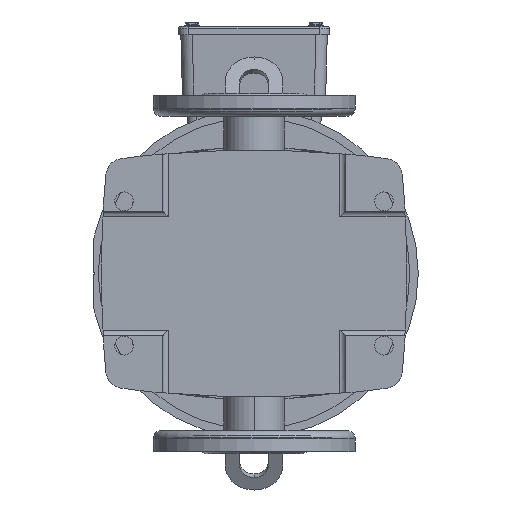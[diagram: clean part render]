
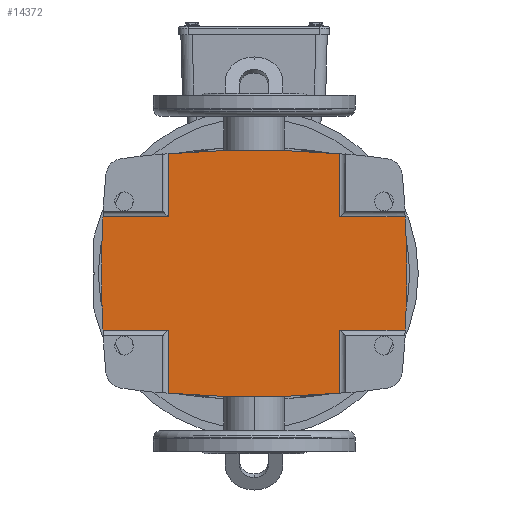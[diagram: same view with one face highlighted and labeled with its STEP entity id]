
A CAD part, front view. The second image highlights one B-rep face of the part: STEP entity #14372.
In plain terms, the highlighted planar face has unit normal (0, -1, 0).
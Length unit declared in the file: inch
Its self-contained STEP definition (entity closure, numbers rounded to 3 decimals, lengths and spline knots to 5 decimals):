
#629 = CARTESIAN_POINT ( 'NONE',  ( -1.54265, 0.19685, 2.33625 ) ) ;
#1647 = DIRECTION ( 'NONE',  ( 0., 0., 1. ) ) ;
#2471 = DIRECTION ( 'NONE',  ( 0., 0., 1. ) ) ;
#2653 = EDGE_CURVE ( 'NONE', #37716, #63796, #6258, .T. ) ;
#6258 = LINE ( 'NONE', #31674, #58174 ) ;
#10847 = EDGE_CURVE ( 'NONE', #53730, #56969, #44945, .T. ) ;
#11897 = CIRCLE ( 'NONE', #21959, 27.26527 ) ;
#12040 = CARTESIAN_POINT ( 'NONE',  ( -3.26434, 0.19685, -2.33625 ) ) ;
#12286 = VECTOR ( 'NONE', #37908, 39.37008 ) ;
#14047 = CARTESIAN_POINT ( 'NONE',  ( 1.54265, 0.19685, 2.33625 ) ) ;
#14370 = CARTESIAN_POINT ( 'NONE',  ( 0., 0.19685, 4.16291 ) ) ;
#14372 = ADVANCED_FACE ( 'NONE', ( #54351 ), #33732, .F. ) ;
#14580 = VERTEX_POINT ( 'NONE', #74837 ) ;
#15708 = VERTEX_POINT ( 'NONE', #14370 ) ;
#16242 = LINE ( 'NONE', #76290, #47203 ) ;
#16695 = AXIS2_PLACEMENT_3D ( 'NONE', #32684, #51922, #71656 ) ;
#17224 = CARTESIAN_POINT ( 'NONE',  ( 3.26434, 0.19685, -2.33625 ) ) ;
#17881 = EDGE_CURVE ( 'NONE', #15708, #56969, #22070, .T. ) ;
#19529 = ORIENTED_EDGE ( 'NONE', *, *, #2653, .T. ) ;
#19603 = CARTESIAN_POINT ( 'NONE',  ( 0., 0.19685, -23.10236 ) ) ;
#19694 = DIRECTION ( 'NONE',  ( 1., 0., 0. ) ) ;
#20155 = VECTOR ( 'NONE', #53594, 39.37008 ) ;
#21959 = AXIS2_PLACEMENT_3D ( 'NONE', #19603, #57554, #37789 ) ;
#22070 = CIRCLE ( 'NONE', #68213, 27.26527 ) ;
#22436 = ORIENTED_EDGE ( 'NONE', *, *, #53139, .F. ) ;
#24361 = AXIS2_PLACEMENT_3D ( 'NONE', #78282, #79361, #28644 ) ;
#26003 = CARTESIAN_POINT ( 'NONE',  ( 1.54265, 0.19685, -4.59646 ) ) ;
#28375 = CARTESIAN_POINT ( 'NONE',  ( -4.59646, 0.19685, -2.33625 ) ) ;
#28644 = DIRECTION ( 'NONE',  ( 0., 0., 1. ) ) ;
#29375 = ORIENTED_EDGE ( 'NONE', *, *, #10847, .F. ) ;
#29693 = CARTESIAN_POINT ( 'NONE',  ( -1.54265, 0.19685, 4.11924 ) ) ;
#29807 = LINE ( 'NONE', #28375, #34763 ) ;
#30503 = EDGE_CURVE ( 'NONE', #63796, #15708, #11897, .T. ) ;
#30765 = CARTESIAN_POINT ( 'NONE',  ( 1.54265, 0.19685, -4.11924 ) ) ;
#31674 = CARTESIAN_POINT ( 'NONE',  ( 1.54265, 0.19685, -4.59646 ) ) ;
#32092 = CIRCLE ( 'NONE', #16695, 26.47079 ) ;
#32684 = CARTESIAN_POINT ( 'NONE',  ( 23.10315, 0.19685, 0. ) ) ;
#33700 = VERTEX_POINT ( 'NONE', #51790 ) ;
#33732 = PLANE ( 'NONE',  #24361 ) ;
#34480 = DIRECTION ( 'NONE',  ( 0., 0., 1. ) ) ;
#34541 = EDGE_CURVE ( 'NONE', #54186, #34942, #60170, .T. ) ;
#34763 = VECTOR ( 'NONE', #71865, 39.37008 ) ;
#34942 = VERTEX_POINT ( 'NONE', #64419 ) ;
#35054 = AXIS2_PLACEMENT_3D ( 'NONE', #59308, #52642, #34480 ) ;
#35253 = EDGE_CURVE ( 'NONE', #70290, #33700, #65108, .T. ) ;
#35825 = ORIENTED_EDGE ( 'NONE', *, *, #35253, .F. ) ;
#36655 = VERTEX_POINT ( 'NONE', #64237 ) ;
#37393 = CARTESIAN_POINT ( 'NONE',  ( -4.59646, 0.19685, -2.33625 ) ) ;
#37716 = VERTEX_POINT ( 'NONE', #14047 ) ;
#37789 = DIRECTION ( 'NONE',  ( 0., 0., 1. ) ) ;
#37908 = DIRECTION ( 'NONE',  ( 1., 0., 0. ) ) ;
#38227 = DIRECTION ( 'NONE',  ( 1., 0., 0. ) ) ;
#39710 = ORIENTED_EDGE ( 'NONE', *, *, #74340, .T. ) ;
#40239 = EDGE_LOOP ( 'NONE', ( #29375, #52289, #60443, #55412, #35825, #22436, #63614, #59089, #39710, #78868, #57191, #19529, #72781, #52562 ) ) ;
#40798 = DIRECTION ( 'NONE',  ( 0., 1., 0. ) ) ;
#41775 = EDGE_CURVE ( 'NONE', #14580, #54389, #32092, .T. ) ;
#43600 = CIRCLE ( 'NONE', #75814, 27.26527 ) ;
#44259 = DIRECTION ( 'NONE',  ( 0., 0., 1. ) ) ;
#44945 = LINE ( 'NONE', #50855, #51889 ) ;
#45455 = CARTESIAN_POINT ( 'NONE',  ( 1.54265, 0.19685, -2.33625 ) ) ;
#47203 = VECTOR ( 'NONE', #19694, 39.37008 ) ;
#47525 = VERTEX_POINT ( 'NONE', #17224 ) ;
#50313 = DIRECTION ( 'NONE',  ( 0., 0., 1. ) ) ;
#50855 = CARTESIAN_POINT ( 'NONE',  ( -1.54265, 0.19685, -4.59646 ) ) ;
#51790 = CARTESIAN_POINT ( 'NONE',  ( -1.54265, 0.19685, -2.33625 ) ) ;
#51889 = VECTOR ( 'NONE', #56707, 39.37008 ) ;
#51922 = DIRECTION ( 'NONE',  ( 0., -1., 0. ) ) ;
#52289 = ORIENTED_EDGE ( 'NONE', *, *, #79707, .F. ) ;
#52562 = ORIENTED_EDGE ( 'NONE', *, *, #17881, .T. ) ;
#52642 = DIRECTION ( 'NONE',  ( 0., 1., 0. ) ) ;
#53139 = EDGE_CURVE ( 'NONE', #34942, #70290, #43600, .T. ) ;
#53560 = VECTOR ( 'NONE', #50313, 39.37008 ) ;
#53594 = DIRECTION ( 'NONE',  ( 0., 0., 1. ) ) ;
#53606 = DIRECTION ( 'NONE',  ( 0., -1., 0. ) ) ;
#53730 = VERTEX_POINT ( 'NONE', #629 ) ;
#54186 = VERTEX_POINT ( 'NONE', #30765 ) ;
#54351 = FACE_OUTER_BOUND ( 'NONE', #40239, .T. ) ;
#54389 = VERTEX_POINT ( 'NONE', #12040 ) ;
#54392 = CARTESIAN_POINT ( 'NONE',  ( -1.54265, 0.19685, -4.59646 ) ) ;
#55412 = ORIENTED_EDGE ( 'NONE', *, *, #71965, .T. ) ;
#55434 = EDGE_CURVE ( 'NONE', #37716, #36655, #16242, .T. ) ;
#55809 = CIRCLE ( 'NONE', #35054, 26.47079 ) ;
#55831 = CARTESIAN_POINT ( 'NONE',  ( 1.54265, 0.19685, 4.11924 ) ) ;
#56707 = DIRECTION ( 'NONE',  ( 0., 0., 1. ) ) ;
#56969 = VERTEX_POINT ( 'NONE', #29693 ) ;
#57191 = ORIENTED_EDGE ( 'NONE', *, *, #55434, .F. ) ;
#57554 = DIRECTION ( 'NONE',  ( 0., -1., 0. ) ) ;
#58098 = CARTESIAN_POINT ( 'NONE',  ( 0., 0.19685, 23.10236 ) ) ;
#58174 = VECTOR ( 'NONE', #44259, 39.37008 ) ;
#58378 = DIRECTION ( 'NONE',  ( 0., 0., 1. ) ) ;
#58379 = EDGE_CURVE ( 'NONE', #36655, #47525, #55809, .T. ) ;
#59089 = ORIENTED_EDGE ( 'NONE', *, *, #69542, .T. ) ;
#59308 = CARTESIAN_POINT ( 'NONE',  ( -23.10315, 0.19685, 0. ) ) ;
#60170 = CIRCLE ( 'NONE', #78895, 27.26527 ) ;
#60443 = ORIENTED_EDGE ( 'NONE', *, *, #41775, .T. ) ;
#62040 = VECTOR ( 'NONE', #38227, 39.37008 ) ;
#63206 = CARTESIAN_POINT ( 'NONE',  ( -4.59646, 0.19685, 2.33625 ) ) ;
#63614 = ORIENTED_EDGE ( 'NONE', *, *, #34541, .F. ) ;
#63635 = DIRECTION ( 'NONE',  ( 0., 1., 0. ) ) ;
#63796 = VERTEX_POINT ( 'NONE', #55831 ) ;
#64237 = CARTESIAN_POINT ( 'NONE',  ( 3.26434, 0.19685, 2.33625 ) ) ;
#64419 = CARTESIAN_POINT ( 'NONE',  ( 0., 0.19685, -4.16291 ) ) ;
#64508 = VERTEX_POINT ( 'NONE', #45455 ) ;
#65108 = LINE ( 'NONE', #54392, #20155 ) ;
#65814 = CARTESIAN_POINT ( 'NONE',  ( 0., 0.19685, -23.10236 ) ) ;
#66056 = LINE ( 'NONE', #37393, #62040 ) ;
#66091 = CARTESIAN_POINT ( 'NONE',  ( 0., 0.19685, 23.10236 ) ) ;
#68213 = AXIS2_PLACEMENT_3D ( 'NONE', #65814, #53606, #1647 ) ;
#69542 = EDGE_CURVE ( 'NONE', #54186, #64508, #70454, .T. ) ;
#70290 = VERTEX_POINT ( 'NONE', #79408 ) ;
#70454 = LINE ( 'NONE', #26003, #53560 ) ;
#71656 = DIRECTION ( 'NONE',  ( 0., 0., 1. ) ) ;
#71865 = DIRECTION ( 'NONE',  ( 1., 0., 0. ) ) ;
#71965 = EDGE_CURVE ( 'NONE', #54389, #33700, #66056, .T. ) ;
#72781 = ORIENTED_EDGE ( 'NONE', *, *, #30503, .T. ) ;
#74340 = EDGE_CURVE ( 'NONE', #64508, #47525, #29807, .T. ) ;
#74837 = CARTESIAN_POINT ( 'NONE',  ( -3.26434, 0.19685, 2.33625 ) ) ;
#75814 = AXIS2_PLACEMENT_3D ( 'NONE', #58098, #63635, #58378 ) ;
#76126 = LINE ( 'NONE', #63206, #12286 ) ;
#76290 = CARTESIAN_POINT ( 'NONE',  ( -4.59646, 0.19685, 2.33625 ) ) ;
#78282 = CARTESIAN_POINT ( 'NONE',  ( -1.54265, 0.19685, -4.59646 ) ) ;
#78868 = ORIENTED_EDGE ( 'NONE', *, *, #58379, .F. ) ;
#78895 = AXIS2_PLACEMENT_3D ( 'NONE', #66091, #40798, #2471 ) ;
#79361 = DIRECTION ( 'NONE',  ( 0., 1., 0. ) ) ;
#79408 = CARTESIAN_POINT ( 'NONE',  ( -1.54265, 0.19685, -4.11924 ) ) ;
#79707 = EDGE_CURVE ( 'NONE', #14580, #53730, #76126, .T. ) ;
